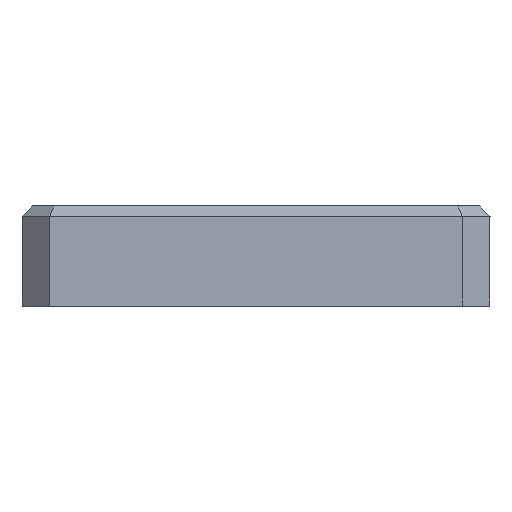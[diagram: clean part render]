
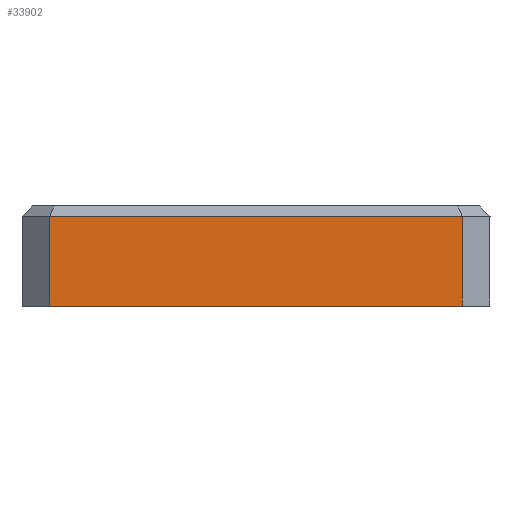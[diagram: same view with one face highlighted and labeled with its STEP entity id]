
A CAD part, front view. The second image highlights one B-rep face of the part: STEP entity #33902.
In plain terms, the highlighted planar face has unit normal (0, -1, 0).
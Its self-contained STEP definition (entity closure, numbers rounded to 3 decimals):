
#4731=FACE_OUTER_BOUND('',#6779,.T.);
#6779=EDGE_LOOP('',(#30643,#30644,#30645,#30646));
#9304=LINE('',#52592,#12598);
#9308=LINE('',#52601,#12602);
#9322=LINE('',#52637,#12616);
#9330=LINE('',#52651,#12624);
#12598=VECTOR('',#41690,10.);
#12602=VECTOR('',#41698,10.);
#12616=VECTOR('',#41722,10.);
#12624=VECTOR('',#41734,10.);
#15615=VERTEX_POINT('',#52585);
#15618=VERTEX_POINT('',#52590);
#15621=VERTEX_POINT('',#52600);
#15638=VERTEX_POINT('',#52636);
#19912=EDGE_CURVE('',#15618,#15615,#9304,.T.);
#19916=EDGE_CURVE('',#15615,#15621,#9308,.T.);
#19934=EDGE_CURVE('',#15621,#15638,#9322,.T.);
#19942=EDGE_CURVE('',#15638,#15618,#9330,.T.);
#30643=ORIENTED_EDGE('',*,*,#19912,.F.);
#30644=ORIENTED_EDGE('',*,*,#19942,.F.);
#30645=ORIENTED_EDGE('',*,*,#19934,.F.);
#30646=ORIENTED_EDGE('',*,*,#19916,.F.);
#32089=PLANE('',#35960);
#33902=ADVANCED_FACE('',(#4731),#32089,.T.);
#35960=AXIS2_PLACEMENT_3D('',#60342,#42805,#42806);
#41690=DIRECTION('',(0.,0.,1.));
#41698=DIRECTION('',(1.,0.,0.));
#41722=DIRECTION('',(0.,0.,-1.));
#41734=DIRECTION('',(-1.,0.,0.));
#42805=DIRECTION('center_axis',(0.,-1.,0.));
#42806=DIRECTION('ref_axis',(1.,0.,0.));
#52585=CARTESIAN_POINT('',(-56.5,-45.531,13.));
#52590=CARTESIAN_POINT('',(-56.5,-45.531,0.));
#52592=CARTESIAN_POINT('',(-56.5,-45.531,0.));
#52600=CARTESIAN_POINT('',(3.287,-45.531,13.));
#52601=CARTESIAN_POINT('',(7.287,-45.531,13.));
#52636=CARTESIAN_POINT('',(3.287,-45.531,0.));
#52637=CARTESIAN_POINT('',(3.287,-45.531,0.));
#52651=CARTESIAN_POINT('',(7.287,-45.531,0.));
#60342=CARTESIAN_POINT('Origin',(-60.5,-45.531,0.));
